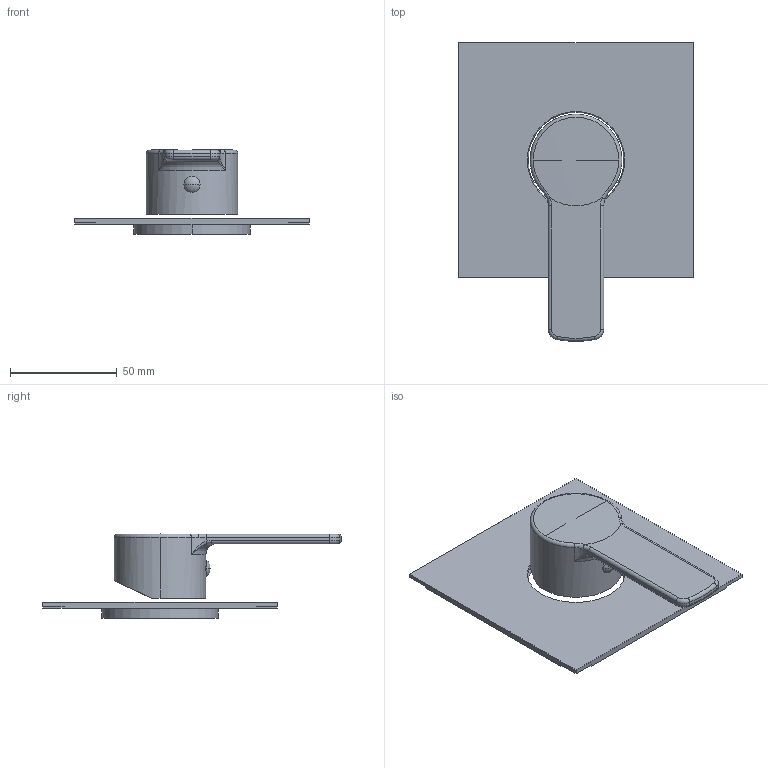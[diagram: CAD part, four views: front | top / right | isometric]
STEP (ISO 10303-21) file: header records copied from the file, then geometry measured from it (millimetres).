
FILE_DESCRIPTION((''),'2;1');
FILE_NAME('WS010CR-MEST','2021-11-05T11:35:36',('ut3'),('PAFFONI SpA'),'CREO PARAMETRIC BY PTC INC, 2020044','CREO PARAMETRIC BY PTC INC, 2020044','');
FILE_SCHEMA(('CONFIG_CONTROL_DESIGN','SHAPE_APPEARANCE_LAYERS_GROUPS'));
Length unit declared in the file: millimetre
Products named in the file (1): WS010CR-MEST
Bounding box: 110 x 139.91 x 39.73 mm (x, y, z)
Volume: 49185 mm3; surface area: 41040.9 mm2
Topology: 2 solids, 2 shells, 275 faces, 651 edges, 380 vertices
Faces by surface type: plane 91, cylinder 89, bspline 38, sphere 26, torus 20, cone 11
Entity records: 12334 total; most frequent: CARTESIAN_POINT 4320, ORIENTED_EDGE 1294, DIRECTION 1208, EDGE_CURVE 647, AXIS2_PLACEMENT_3D 460, VERTEX_POINT 380, EDGE_LOOP 291, VECTOR 288
